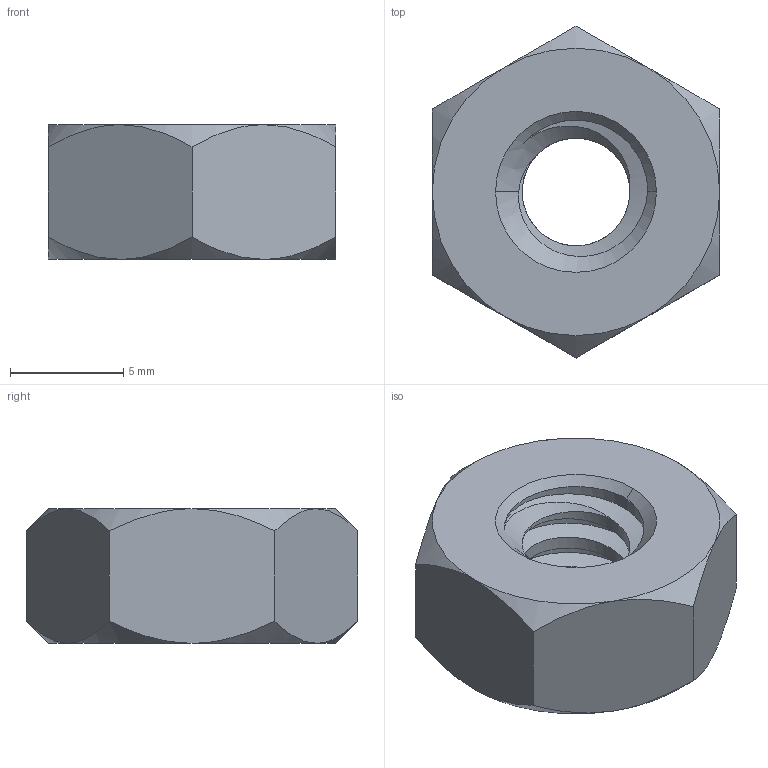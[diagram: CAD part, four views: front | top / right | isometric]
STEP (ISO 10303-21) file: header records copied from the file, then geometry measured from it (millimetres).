
FILE_DESCRIPTION (( 'STEP AP203' ), '1' );
FILE_NAME ('94815A007.step', '2016-08-17T15:08:13', ( '' ), ( '' ), 'SwSTEP 2.0', 'SolidWorks 2010', '' );
FILE_SCHEMA (( 'CONFIG_CONTROL_DESIGN' ));
Length unit declared in the file: inch
Products named in the file (1): 94815A007
Bounding box: 12.7 x 14.66 x 5.95 mm (x, y, z)
Volume: 663.9 mm3; surface area: 624.2 mm2
Topology: 1 solids, 1 shells, 36 faces, 89 edges, 55 vertices
Faces by surface type: cone 17, cylinder 8, plane 8, bspline 3
Entity records: 1968 total; most frequent: CARTESIAN_POINT 1151, ORIENTED_EDGE 178, DIRECTION 124, EDGE_CURVE 89, VERTEX_POINT 55, AXIS2_PLACEMENT_3D 53, EDGE_LOOP 38, ADVANCED_FACE 36
